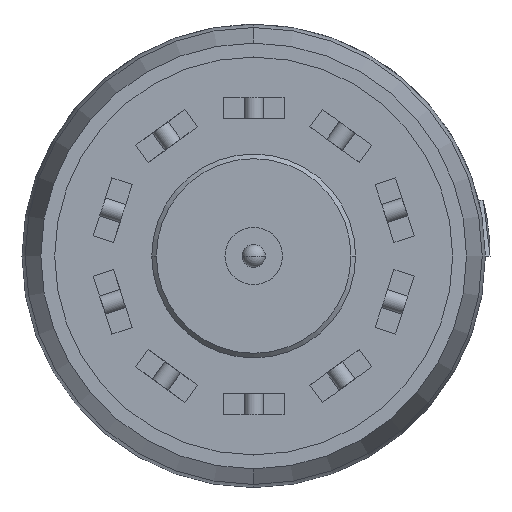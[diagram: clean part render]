
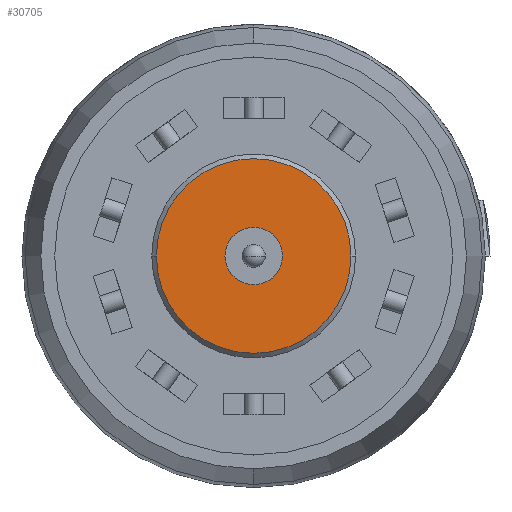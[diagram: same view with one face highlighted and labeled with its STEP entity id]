
A CAD part, front view. The second image highlights one B-rep face of the part: STEP entity #30705.
In plain terms, the highlighted planar face has unit normal (0, -1, 0).
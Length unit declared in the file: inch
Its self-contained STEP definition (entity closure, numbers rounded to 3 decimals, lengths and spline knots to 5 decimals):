
#27278=CARTESIAN_POINT('',(0.,-0.381,0.));
#27279=DIRECTION('',(0.,-1.,0.));
#27280=DIRECTION('',(1.,0.,0.));
#27281=AXIS2_PLACEMENT_3D('',#27278,#27279,#27280);
#27283=CARTESIAN_POINT('',(0.,-0.381,0.));
#27284=DIRECTION('',(0.,1.,0.));
#27285=DIRECTION('',(1.,0.,0.));
#27286=AXIS2_PLACEMENT_3D('',#27283,#27284,#27285);
#27288=CARTESIAN_POINT('',(0.,-0.381,0.));
#27289=DIRECTION('',(0.,1.,0.));
#27290=DIRECTION('',(1.,0.,0.));
#27291=AXIS2_PLACEMENT_3D('',#27288,#27289,#27290);
#27293=CARTESIAN_POINT('',(0.,-0.381,0.));
#27294=DIRECTION('',(0.,1.,0.));
#27295=DIRECTION('',(-1.,0.,0.));
#27296=AXIS2_PLACEMENT_3D('',#27293,#27294,#27295);
#28732=CARTESIAN_POINT('',(0.031,-0.381,0.));
#28733=VERTEX_POINT('',#28732);
#28734=CARTESIAN_POINT('',(-0.031,-0.381,0.));
#28735=VERTEX_POINT('',#28734);
#28740=CARTESIAN_POINT('',(0.105,-0.381,0.));
#28741=CARTESIAN_POINT('',(-0.105,-0.381,0.));
#28742=VERTEX_POINT('',#28740);
#28743=VERTEX_POINT('',#28741);
#30690=CARTESIAN_POINT('',(0.,-0.381,0.));
#30691=DIRECTION('',(0.,1.,0.));
#30692=DIRECTION('',(-1.,0.,0.));
#30693=AXIS2_PLACEMENT_3D('',#30690,#30691,#30692);
#30694=PLANE('',#30693);
#30695=ORIENTED_EDGE('',*,*,#30676,.F.);
#30696=ORIENTED_EDGE('',*,*,#30634,.T.);
#30697=EDGE_LOOP('',(#30695,#30696));
#30698=FACE_OUTER_BOUND('',#30697,.F.);
#30700=ORIENTED_EDGE('',*,*,#30699,.F.);
#30702=ORIENTED_EDGE('',*,*,#30701,.F.);
#30703=EDGE_LOOP('',(#30700,#30702));
#30704=FACE_BOUND('',#30703,.F.);
#30705=ADVANCED_FACE('',(#30698,#30704),#30694,.F.);
#27282=CIRCLE('',#27281,0.105);
#27287=CIRCLE('',#27286,0.105);
#27292=CIRCLE('',#27291,0.031);
#27297=CIRCLE('',#27296,0.031);
#30634=EDGE_CURVE('',#28742,#28743,#27287,.T.);
#30676=EDGE_CURVE('',#28742,#28743,#27282,.T.);
#30699=EDGE_CURVE('',#28733,#28735,#27292,.T.);
#30701=EDGE_CURVE('',#28735,#28733,#27297,.T.);
